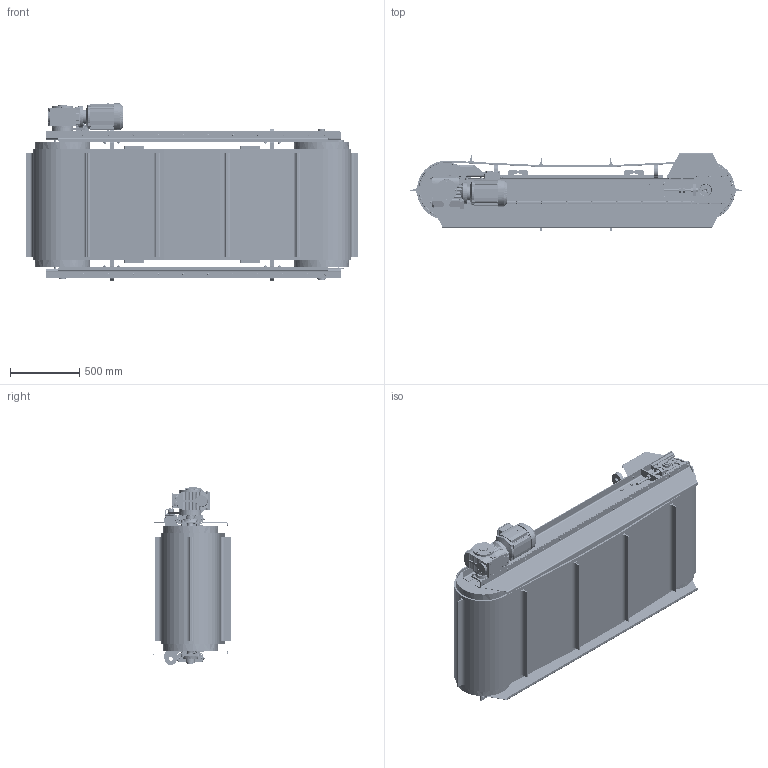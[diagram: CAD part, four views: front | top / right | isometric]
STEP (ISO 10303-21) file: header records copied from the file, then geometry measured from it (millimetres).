
FILE_DESCRIPTION(/* description */ ('VariCAD 2015-1.01 AP-214'),/* implementation_level */ '2;1');
FILE_NAME(/* name */ 'ROFC100340_A.stp',/* time_stamp */ '2023-03-14T03:47:36+01:00',/* author */ (''),/* organization */ (''),/* preprocessor_version */ 'ST-DEVELOPER v14',/* originating_system */ 'VariCAD 2015-1.01; kernel version (20130303)',/* authorisation */ '');
FILE_SCHEMA (('AUTOMOTIVE_DESIGN'));
Length unit declared in the file: millimetre
Products named in the file (317): ROFC100340_A; ROFC100340_Obal_1<316>; ROFC100340_Obal_1<315>; ROFC100340_Obal_1<314>; ROFC100340_Obal_1<313>; ROFC100340_Obal_1<312>; ROFC100340_Obal_1<311>; ROFC100340_Obal_1<310>; ROFC100340_Obal_1<309>; ROFC100340_Obal_1<308>; ROFC100340_Obal_1<307>; ROFC100340_Obal_1<306>; ROFC100340_Obal_1<305>; ROFC100340_Obal_1<304>; ROFC100340_Obal_1<303>; ROFC100340_Obal_1<302>; ROFC100340_Obal_1<301>; ROFC100340_Obal_1<300>; ROFC100340_Obal_1<299>; ROFC100340_Obal_1<298>; ROFC100340_Obal_1<297>; ROFC100340_Obal_1<296>; ROFC100340_Obal_1<295>; ROFC100340_Obal_1<294>; ROFC100340_Obal_1<293>; ROFC100340_Obal_1<292>; ROFC100340_Obal_1<291>; ROFC100340_Obal_1<290>; ROFC100340_Obal_1<289>; ROFC100340_Obal_1<288>; ROFC100340_Obal_1<287>; ROFC100340_Obal_1<286>; ROFC100340_Obal_1<285>; ROFC100340_Obal_1<284>; ROFC100340_Obal_1<283>; ROFC100340_Obal_1<282>; ROFC100340_Obal_1<281>; ROFC100340_Obal_1<280>; ROFC100340_Obal_1<279>; ROFC100340_Obal_1<278> ...
Assembly tree (316 placements, depth 2):
  ROFC100340_A
    ROFC100340_Obal_1<316>
    ROFC100340_Obal_1<315>
    ROFC100340_Obal_1<314>
    ROFC100340_Obal_1<313>
    ROFC100340_Obal_1<312>
    ROFC100340_Obal_1<311>
    ROFC100340_Obal_1<310>
    ROFC100340_Obal_1<309>
    ROFC100340_Obal_1<308>
    ROFC100340_Obal_1<307>
    ROFC100340_Obal_1<306>
    ROFC100340_Obal_1<305>
    ROFC100340_Obal_1<304>
    ROFC100340_Obal_1<303>
    ROFC100340_Obal_1<302>
    ROFC100340_Obal_1<301>
    ROFC100340_Obal_1<300>
    ROFC100340_Obal_1<299>
    ROFC100340_Obal_1<298>
    ROFC100340_Obal_1<297>
    ROFC100340_Obal_1<296>
    ROFC100340_Obal_1<295>
    ROFC100340_Obal_1<294>
    ROFC100340_Obal_1<293>
    ROFC100340_Obal_1<292>
    ROFC100340_Obal_1<291>
    ROFC100340_Obal_1<290>
    ROFC100340_Obal_1<289>
    ROFC100340_Obal_1<288>
    ROFC100340_Obal_1<287>
    ROFC100340_Obal_1<286>
    ROFC100340_Obal_1<285>
    ROFC100340_Obal_1<284>
    ROFC100340_Obal_1<283>
    ROFC100340_Obal_1<282>
    ROFC100340_Obal_1<281>
    ROFC100340_Obal_1<280>
    ROFC100340_Obal_1<279>
    ROFC100340_Obal_1<278>
    ROFC100340_Obal_1<277>
    ROFC100340_Obal_1<276>
    ROFC100340_Obal_1<275>
    ROFC100340_Obal_1<274>
    ROFC100340_Obal_1<273>
    ROFC100340_Obal_1<272>
    ROFC100340_Obal_1<271>
    ROFC100340_Obal_1<270>
    ROFC100340_Obal_1<269>
    ROFC100340_Obal_1<268>
    ROFC100340_Obal_1<267>
    ROFC100340_Obal_1<266>
    ROFC100340_Obal_1<265>
    ROFC100340_Obal_1<264>
    ROFC100340_Obal_1<263>
    ROFC100340_Obal_1<262>
    ROFC100340_Obal_1<261>
    ROFC100340_Obal_1<260>
    ROFC100340_Obal_1<259>
    ROFC100340_Obal_1<258>
Bounding box: 2395.99 x 565.75 x 1283.5 mm (x, y, z)
Volume: 170918162.3 mm3; surface area: 28543422.9 mm2
Topology: 316 solids, 316 shells, 7157 faces, 16861 edges, 10642 vertices
Faces by surface type: plane 3098, cylinder 2423, cone 1414, torus 150, bspline 36, sphere 36
Entity records: 233683 total; most frequent: CARTESIAN_POINT 55417, DIRECTION 37338, ORIENTED_EDGE 33618, EDGE_CURVE 16809, AXIS2_PLACEMENT_3D 14477, VERTEX_POINT 10642, LINE 8384, VECTOR 8384
